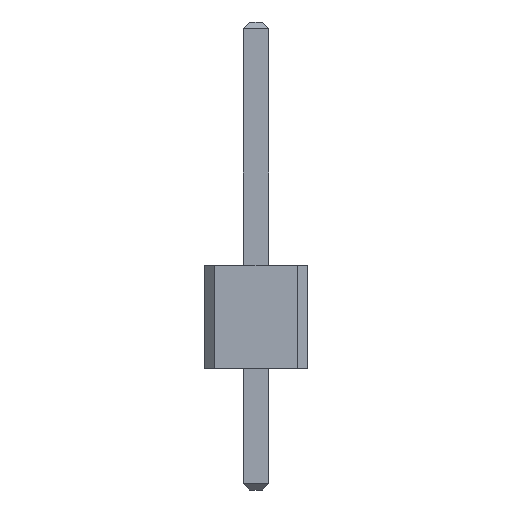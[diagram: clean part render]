
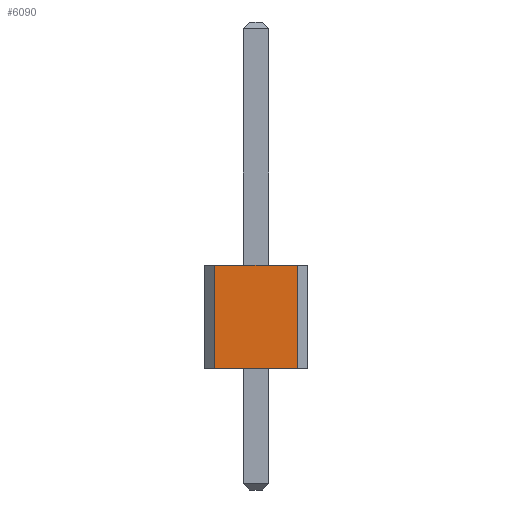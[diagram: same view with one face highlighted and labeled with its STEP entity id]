
A CAD part, front view. The second image highlights one B-rep face of the part: STEP entity #6090.
In plain terms, the highlighted planar face has unit normal (0, -1, 0).
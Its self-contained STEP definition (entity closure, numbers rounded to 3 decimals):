
#12=DIRECTION('',(0.,0.,1.));
#26=VECTOR('',#12,1.);
#88=DIRECTION('',(1.,0.,0.));
#607=VERTEX_POINT('',#608);
#608=CARTESIAN_POINT('',(-1.016,-87.63,0.));
#611=EDGE_CURVE('',#607,#612,#614,.T.);
#612=VERTEX_POINT('',#613);
#613=CARTESIAN_POINT('',(1.016,-87.63,0.));
#614=LINE('',#608,#615);
#615=VECTOR('',#88,1.);
#629=DIRECTION('',(0.,1.,0.));
#2576=VERTEX_POINT('',#2577);
#2577=CARTESIAN_POINT('',(-1.016,-87.63,2.54));
#2579=ORIENTED_EDGE('',*,*,#2580,.T.);
#2580=EDGE_CURVE('',#2576,#2581,#2583,.T.);
#2581=VERTEX_POINT('',#2582);
#2582=CARTESIAN_POINT('',(1.016,-87.63,2.54));
#2583=LINE('',#2577,#615);
#6075=EDGE_CURVE('',#607,#2576,#6076,.T.);
#6076=LINE('',#608,#26);
#6090=ADVANCED_FACE('',(#6091),#6098,.F.);
#6091=FACE_BOUND('',#6092,.F.);
#6092=EDGE_LOOP('',(#6093,#2579,#6094,#6097));
#6093=ORIENTED_EDGE('',*,*,#6075,.T.);
#6094=ORIENTED_EDGE('',*,*,#6095,.F.);
#6095=EDGE_CURVE('',#612,#2581,#6096,.T.);
#6096=LINE('',#613,#26);
#6097=ORIENTED_EDGE('',*,*,#611,.F.);
#6098=PLANE('',#6099);
#6099=AXIS2_PLACEMENT_3D('',#608,#629,#88);
